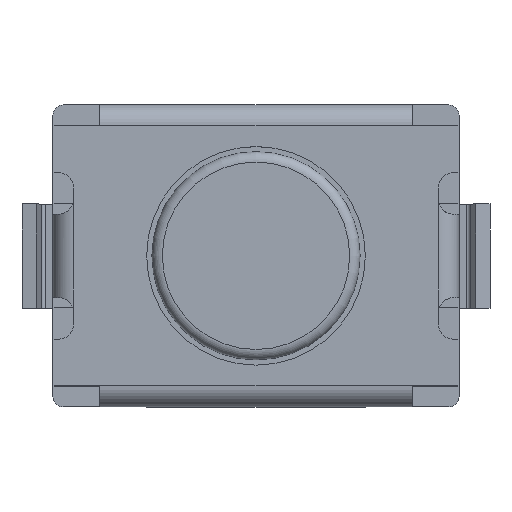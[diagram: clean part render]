
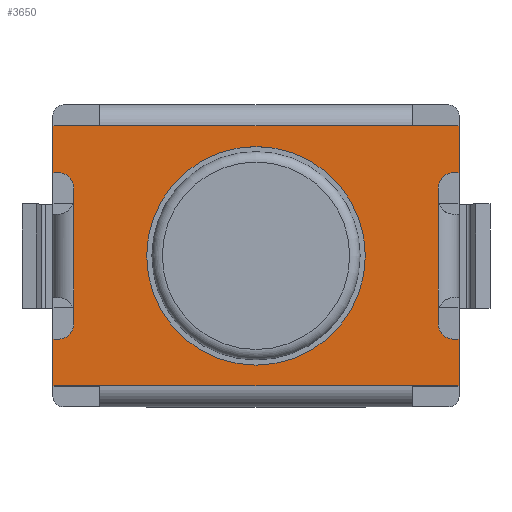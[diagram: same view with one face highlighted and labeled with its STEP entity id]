
A CAD part, top view. The second image highlights one B-rep face of the part: STEP entity #3650.
In plain terms, the highlighted planar face has unit normal (0, 0, 1).
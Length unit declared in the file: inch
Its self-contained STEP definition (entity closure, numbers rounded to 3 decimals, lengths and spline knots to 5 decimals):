
#46=FACE_BOUND('',#475,.T.);
#271=FACE_OUTER_BOUND('',#474,.T.);
#474=EDGE_LOOP('',(#2909,#2910,#2911,#2912,#2913,#2914,#2915,#2916,#2917,
#2918,#2919,#2920,#2921,#2922,#2923,#2924,#2925,#2926,#2927,#2928,#2929,
#2930,#2931,#2932));
#475=EDGE_LOOP('',(#2933));
#614=CIRCLE('',#3888,0.04134);
#617=CIRCLE('',#3909,0.00591);
#619=CIRCLE('',#3914,0.00591);
#620=CIRCLE('',#3917,0.00591);
#622=CIRCLE('',#3922,0.00591);
#893=LINE('',#5604,#1277);
#902=LINE('',#5631,#1286);
#909=LINE('',#5646,#1293);
#912=LINE('',#5652,#1296);
#914=LINE('',#5656,#1298);
#917=LINE('',#5662,#1301);
#920=LINE('',#5668,#1304);
#926=LINE('',#5678,#1310);
#927=LINE('',#5681,#1311);
#929=LINE('',#5685,#1313);
#931=LINE('',#5689,#1315);
#933=LINE('',#5693,#1317);
#936=LINE('',#5698,#1320);
#940=LINE('',#5725,#1324);
#942=LINE('',#5731,#1326);
#946=LINE('',#5758,#1330);
#948=LINE('',#5765,#1332);
#950=LINE('',#5770,#1334);
#952=LINE('',#5792,#1336);
#953=LINE('',#5794,#1337);
#1277=VECTOR('',#4506,0.3937);
#1286=VECTOR('',#4533,0.3937);
#1293=VECTOR('',#4544,0.3937);
#1296=VECTOR('',#4549,0.3937);
#1298=VECTOR('',#4553,0.3937);
#1301=VECTOR('',#4558,0.3937);
#1304=VECTOR('',#4563,0.3937);
#1310=VECTOR('',#4575,0.3937);
#1311=VECTOR('',#4578,0.3937);
#1313=VECTOR('',#4582,0.3937);
#1315=VECTOR('',#4586,0.3937);
#1317=VECTOR('',#4590,0.3937);
#1320=VECTOR('',#4595,0.3937);
#1324=VECTOR('',#4609,0.3937);
#1326=VECTOR('',#4617,0.3937);
#1330=VECTOR('',#4631,0.3937);
#1332=VECTOR('',#4643,0.3937);
#1334=VECTOR('',#4651,0.3937);
#1336=VECTOR('',#4663,0.3937);
#1337=VECTOR('',#4666,0.3937);
#1648=VERTEX_POINT('',#5601);
#1649=VERTEX_POINT('',#5603);
#1653=VERTEX_POINT('',#5612);
#1657=VERTEX_POINT('',#5627);
#1658=VERTEX_POINT('',#5629);
#1663=VERTEX_POINT('',#5642);
#1664=VERTEX_POINT('',#5644);
#1665=VERTEX_POINT('',#5648);
#1666=VERTEX_POINT('',#5650);
#1667=VERTEX_POINT('',#5654);
#1668=VERTEX_POINT('',#5658);
#1669=VERTEX_POINT('',#5660);
#1670=VERTEX_POINT('',#5664);
#1671=VERTEX_POINT('',#5666);
#1672=VERTEX_POINT('',#5676);
#1673=VERTEX_POINT('',#5680);
#1674=VERTEX_POINT('',#5684);
#1675=VERTEX_POINT('',#5688);
#1676=VERTEX_POINT('',#5692);
#1677=VERTEX_POINT('',#5696);
#1679=VERTEX_POINT('',#5703);
#1681=VERTEX_POINT('',#5723);
#1682=VERTEX_POINT('',#5729);
#1684=VERTEX_POINT('',#5736);
#1686=VERTEX_POINT('',#5756);
#2064=EDGE_CURVE('',#1648,#1649,#893,.T.);
#2069=EDGE_CURVE('',#1653,#1653,#614,.T.);
#2078=EDGE_CURVE('',#1658,#1657,#902,.T.);
#2085=EDGE_CURVE('',#1664,#1663,#909,.T.);
#2088=EDGE_CURVE('',#1665,#1666,#912,.T.);
#2090=EDGE_CURVE('',#1667,#1649,#914,.T.);
#2093=EDGE_CURVE('',#1668,#1669,#917,.T.);
#2096=EDGE_CURVE('',#1670,#1671,#920,.T.);
#2102=EDGE_CURVE('',#1672,#1671,#926,.T.);
#2103=EDGE_CURVE('',#1673,#1657,#927,.T.);
#2105=EDGE_CURVE('',#1672,#1674,#929,.T.);
#2107=EDGE_CURVE('',#1675,#1663,#931,.T.);
#2109=EDGE_CURVE('',#1648,#1676,#933,.T.);
#2112=EDGE_CURVE('',#1664,#1677,#936,.T.);
#2113=EDGE_CURVE('',#1668,#1677,#617,.T.);
#2119=EDGE_CURVE('',#1679,#1681,#940,.T.);
#2120=EDGE_CURVE('',#1670,#1681,#619,.T.);
#2122=EDGE_CURVE('',#1658,#1682,#942,.T.);
#2123=EDGE_CURVE('',#1665,#1682,#620,.T.);
#2129=EDGE_CURVE('',#1684,#1686,#946,.T.);
#2130=EDGE_CURVE('',#1667,#1686,#622,.T.);
#2134=EDGE_CURVE('',#1673,#1674,#948,.T.);
#2138=EDGE_CURVE('',#1675,#1676,#950,.T.);
#2143=EDGE_CURVE('',#1684,#1666,#952,.T.);
#2144=EDGE_CURVE('',#1679,#1669,#953,.T.);
#2909=ORIENTED_EDGE('',*,*,#2144,.F.);
#2910=ORIENTED_EDGE('',*,*,#2119,.T.);
#2911=ORIENTED_EDGE('',*,*,#2120,.F.);
#2912=ORIENTED_EDGE('',*,*,#2096,.T.);
#2913=ORIENTED_EDGE('',*,*,#2102,.F.);
#2914=ORIENTED_EDGE('',*,*,#2105,.T.);
#2915=ORIENTED_EDGE('',*,*,#2134,.F.);
#2916=ORIENTED_EDGE('',*,*,#2103,.T.);
#2917=ORIENTED_EDGE('',*,*,#2078,.F.);
#2918=ORIENTED_EDGE('',*,*,#2122,.T.);
#2919=ORIENTED_EDGE('',*,*,#2123,.F.);
#2920=ORIENTED_EDGE('',*,*,#2088,.T.);
#2921=ORIENTED_EDGE('',*,*,#2143,.F.);
#2922=ORIENTED_EDGE('',*,*,#2129,.T.);
#2923=ORIENTED_EDGE('',*,*,#2130,.F.);
#2924=ORIENTED_EDGE('',*,*,#2090,.T.);
#2925=ORIENTED_EDGE('',*,*,#2064,.F.);
#2926=ORIENTED_EDGE('',*,*,#2109,.T.);
#2927=ORIENTED_EDGE('',*,*,#2138,.F.);
#2928=ORIENTED_EDGE('',*,*,#2107,.T.);
#2929=ORIENTED_EDGE('',*,*,#2085,.F.);
#2930=ORIENTED_EDGE('',*,*,#2112,.T.);
#2931=ORIENTED_EDGE('',*,*,#2113,.F.);
#2932=ORIENTED_EDGE('',*,*,#2093,.T.);
#2933=ORIENTED_EDGE('',*,*,#2069,.T.);
#3495=PLANE('',#3934);
#3650=ADVANCED_FACE('',(#271,#46),#3495,.T.);
#3888=AXIS2_PLACEMENT_3D('',#5614,#4515,#4516);
#3909=AXIS2_PLACEMENT_3D('',#5700,#4598,#4599);
#3914=AXIS2_PLACEMENT_3D('',#5727,#4612,#4613);
#3917=AXIS2_PLACEMENT_3D('',#5733,#4620,#4621);
#3922=AXIS2_PLACEMENT_3D('',#5760,#4634,#4635);
#3934=AXIS2_PLACEMENT_3D('',#5793,#4664,#4665);
#4506=DIRECTION('',(0.,-1.,0.));
#4515=DIRECTION('center_axis',(0.,0.,
-1.));
#4516=DIRECTION('ref_axis',(-1.,0.,0.));
#4533=DIRECTION('',(0.,-1.,0.));
#4544=DIRECTION('',(0.,1.,0.));
#4549=DIRECTION('',(0.,1.,0.));
#4553=DIRECTION('',(1.,0.,0.));
#4558=DIRECTION('',(0.,-1.,0.));
#4563=DIRECTION('',(-1.,0.,0.));
#4575=DIRECTION('',(0.,1.,0.));
#4578=DIRECTION('',(1.,0.,0.));
#4582=DIRECTION('',(1.,0.,0.));
#4586=DIRECTION('',(-1.,0.,0.));
#4590=DIRECTION('',(-1.,0.,0.));
#4595=DIRECTION('',(1.,0.,0.));
#4598=DIRECTION('center_axis',(0.,0.,
1.));
#4599=DIRECTION('ref_axis',(0.707,0.707,0.));
#4609=DIRECTION('',(0.,-1.,0.));
#4612=DIRECTION('center_axis',(0.,0.,
1.));
#4613=DIRECTION('ref_axis',(0.707,-0.707,0.));
#4617=DIRECTION('',(-1.,0.,0.));
#4620=DIRECTION('center_axis',(0.,0.,
1.));
#4621=DIRECTION('ref_axis',(-0.707,-0.707,0.));
#4631=DIRECTION('',(0.,1.,0.));
#4634=DIRECTION('center_axis',(0.,0.,
1.));
#4635=DIRECTION('ref_axis',(-0.707,0.707,0.));
#4643=DIRECTION('',(-1.,0.,0.));
#4651=DIRECTION('',(1.,0.,0.));
#4663=DIRECTION('',(0.,-1.,0.));
#4664=DIRECTION('center_axis',(0.,0.,
1.));
#4665=DIRECTION('ref_axis',(1.,0.,0.));
#4666=DIRECTION('',(0.,1.,0.));
#5601=CARTESIAN_POINT('',(0.07677,0.04921,0.05906));
#5603=CARTESIAN_POINT('',(0.07677,0.0315,0.05906));
#5604=CARTESIAN_POINT('',(0.07677,0.05709,0.05906));
#5612=CARTESIAN_POINT('',(0.04134,0.,0.05906));
#5614=CARTESIAN_POINT('Origin',(0.,0.,
0.05906));
#5627=CARTESIAN_POINT('',(0.07677,-0.04921,0.05906));
#5629=CARTESIAN_POINT('',(0.07677,-0.0315,0.05906));
#5631=CARTESIAN_POINT('',(0.07677,0.05709,0.05906));
#5642=CARTESIAN_POINT('',(-0.07677,0.04921,0.05906));
#5644=CARTESIAN_POINT('',(-0.07677,0.0315,0.05906));
#5646=CARTESIAN_POINT('',(-0.07677,-0.05709,0.05906));
#5648=CARTESIAN_POINT('',(0.0689,-0.02559,0.05906));
#5650=CARTESIAN_POINT('',(0.0689,-0.02165,0.05906));
#5652=CARTESIAN_POINT('',(0.0689,-0.00787,0.05906));
#5654=CARTESIAN_POINT('',(0.0748,0.0315,0.05906));
#5656=CARTESIAN_POINT('',(0.03839,0.0315,0.05906));
#5658=CARTESIAN_POINT('',(-0.0689,0.02559,0.05906));
#5660=CARTESIAN_POINT('',(-0.0689,0.02165,0.05906));
#5662=CARTESIAN_POINT('',(-0.0689,0.00787,0.05906));
#5664=CARTESIAN_POINT('',(-0.0748,-0.0315,0.05906));
#5666=CARTESIAN_POINT('',(-0.07677,-0.0315,0.05906));
#5668=CARTESIAN_POINT('',(-0.03839,-0.0315,0.05906));
#5676=CARTESIAN_POINT('',(-0.07677,-0.04921,0.05906));
#5678=CARTESIAN_POINT('',(-0.07677,-0.05709,0.05906));
#5680=CARTESIAN_POINT('',(0.05906,-0.04921,0.05906));
#5681=CARTESIAN_POINT('',(0.02953,-0.04921,0.05906));
#5684=CARTESIAN_POINT('',(-0.05906,-0.04921,0.05906));
#5685=CARTESIAN_POINT('',(-0.03839,-0.04921,0.05906));
#5688=CARTESIAN_POINT('',(-0.05906,0.04921,0.05906));
#5689=CARTESIAN_POINT('',(-0.02953,0.04921,0.05906));
#5692=CARTESIAN_POINT('',(0.05906,0.04921,0.05906));
#5693=CARTESIAN_POINT('',(0.03839,0.04921,0.05906));
#5696=CARTESIAN_POINT('',(-0.0748,0.0315,0.05906));
#5698=CARTESIAN_POINT('',(-0.03445,0.0315,0.05906));
#5700=CARTESIAN_POINT('Origin',(-0.0748,0.02559,
0.05906));
#5703=CARTESIAN_POINT('',(-0.0689,-0.02165,0.05906));
#5723=CARTESIAN_POINT('',(-0.0689,-0.02559,0.05906));
#5725=CARTESIAN_POINT('',(-0.0689,-0.01575,0.05906));
#5727=CARTESIAN_POINT('Origin',(-0.0748,-0.02559,
0.05906));
#5729=CARTESIAN_POINT('',(0.0748,-0.0315,0.05906));
#5731=CARTESIAN_POINT('',(0.03445,-0.0315,0.05906));
#5733=CARTESIAN_POINT('Origin',(0.0748,-0.02559,
0.05906));
#5736=CARTESIAN_POINT('',(0.0689,0.02165,0.05906));
#5756=CARTESIAN_POINT('',(0.0689,0.02559,0.05906));
#5758=CARTESIAN_POINT('',(0.0689,0.01575,0.05906));
#5760=CARTESIAN_POINT('Origin',(0.0748,0.02559,0.05906));
#5765=CARTESIAN_POINT('',(0.03839,-0.04921,0.05906));
#5770=CARTESIAN_POINT('',(-0.03839,0.04921,0.05906));
#5792=CARTESIAN_POINT('',(0.0689,0.02854,0.05906));
#5793=CARTESIAN_POINT('Origin',(0.,0.,
0.05906));
#5794=CARTESIAN_POINT('',(-0.0689,-0.02854,0.05906));
